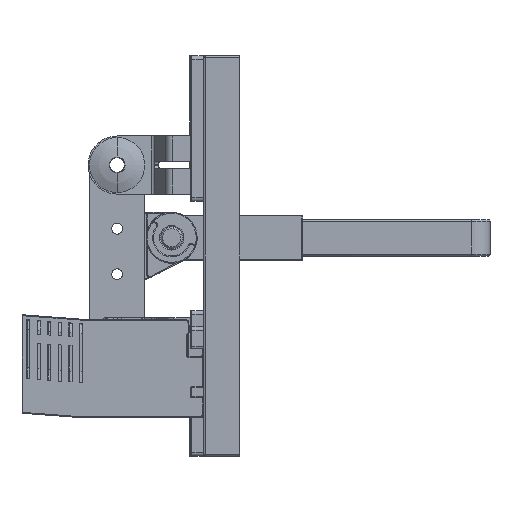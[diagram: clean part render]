
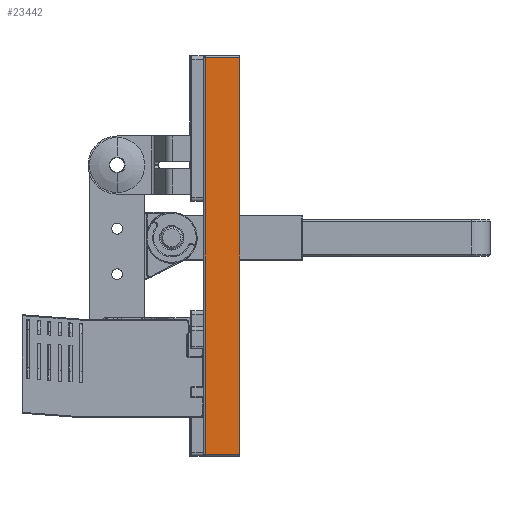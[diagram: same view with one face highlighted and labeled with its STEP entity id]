
A CAD part, left-side view. The second image highlights one B-rep face of the part: STEP entity #23442.
In plain terms, the highlighted planar face has unit normal (-1, 0, 0).
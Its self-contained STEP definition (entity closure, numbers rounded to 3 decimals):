
#2464=DIRECTION('',(0.,0.,1.));
#2465=VECTOR('',#2464,218.);
#2466=CARTESIAN_POINT('',(-117.5,0.,-109.));
#2467=LINE('',#2466,#2465);
#6532=DIRECTION('',(0.,0.,1.));
#6533=VECTOR('',#6532,218.);
#6534=CARTESIAN_POINT('',(-117.5,19.,-109.));
#6535=LINE('',#6534,#6533);
#6536=DIRECTION('',(0.,-1.,0.));
#6537=VECTOR('',#6536,19.);
#6538=CARTESIAN_POINT('',(-117.5,19.,109.));
#6539=LINE('',#6538,#6537);
#6540=DIRECTION('',(0.,-1.,0.));
#6541=VECTOR('',#6540,19.);
#6542=CARTESIAN_POINT('',(-117.5,19.,-109.));
#6543=LINE('',#6542,#6541);
#13098=CARTESIAN_POINT('',(-117.5,0.,109.));
#13100=VERTEX_POINT('',#13098);
#13109=CARTESIAN_POINT('',(-117.5,0.,-109.));
#13111=VERTEX_POINT('',#13109);
#14949=CARTESIAN_POINT('',(-117.5,19.,109.));
#14951=VERTEX_POINT('',#14949);
#14976=CARTESIAN_POINT('',(-117.5,19.,-109.));
#14977=VERTEX_POINT('',#14976);
#23429=CARTESIAN_POINT('',(-117.5,0.,-110.));
#23430=DIRECTION('',(-1.,0.,0.));
#23431=DIRECTION('',(0.,0.,1.));
#23432=AXIS2_PLACEMENT_3D('',#23429,#23430,#23431);
#23433=PLANE('',#23432);
#23435=ORIENTED_EDGE('',*,*,#23434,.T.);
#23437=ORIENTED_EDGE('',*,*,#23436,.T.);
#23438=ORIENTED_EDGE('',*,*,#18661,.F.);
#23439=ORIENTED_EDGE('',*,*,#23422,.F.);
#23440=EDGE_LOOP('',(#23435,#23437,#23438,#23439));
#23441=FACE_OUTER_BOUND('',#23440,.F.);
#18661=EDGE_CURVE('',#13111,#13100,#2467,.T.);
#23422=EDGE_CURVE('',#14977,#13111,#6543,.T.);
#23434=EDGE_CURVE('',#14977,#14951,#6535,.T.);
#23436=EDGE_CURVE('',#14951,#13100,#6539,.T.);
#23442=ADVANCED_FACE('',(#23441),#23433,.T.);
